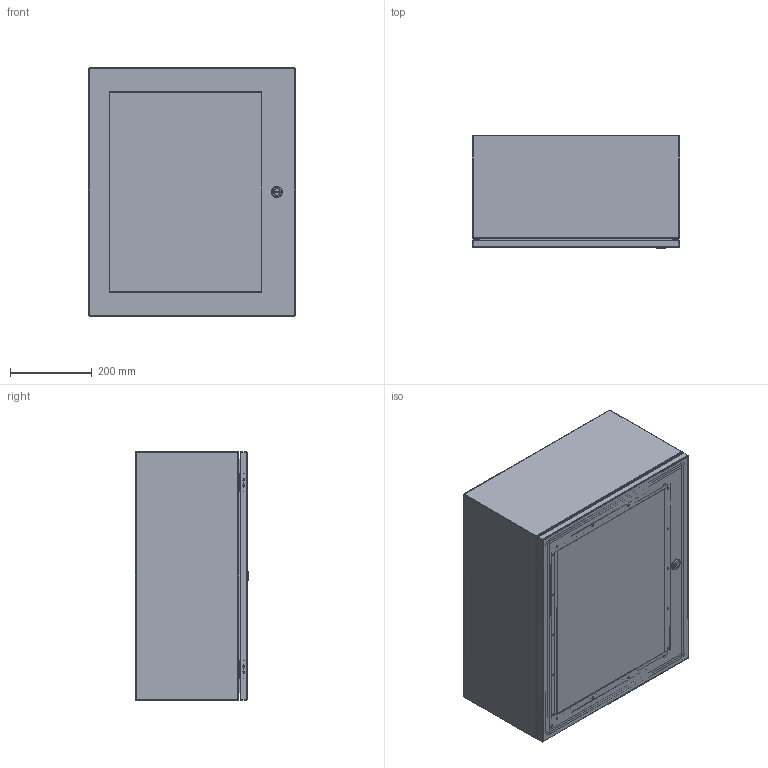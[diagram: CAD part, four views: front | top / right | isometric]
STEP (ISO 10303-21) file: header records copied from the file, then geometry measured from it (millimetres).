
FILE_DESCRIPTION (( 'STEP AP203' ), '1' );
FILE_NAME ('EN4SD242010WSS_Default.step', '2019-11-14T20:53:30', ( '' ), ( '' ), 'SwSTEP 2.0', 'SolidWorks 2019', '' );
FILE_SCHEMA (( 'CONFIG_CONTROL_DESIGN' ));
Length unit declared in the file: inch
Products named in the file (1): EN4SD242010WSS_Default
Bounding box: 508 x 278.94 x 609.6 mm (x, y, z)
Volume: 3095862.8 mm3; surface area: 2904208.3 mm2
Topology: 67 solids, 68 shells, 1355 faces, 2898 edges, 1718 vertices
Faces by surface type: plane 680, cylinder 407, cone 148, bspline 96, torus 24
Entity records: 40113 total; most frequent: CARTESIAN_POINT 11206, DIRECTION 6084, ORIENTED_EDGE 5772, EDGE_CURVE 2886, AXIS2_PLACEMENT_3D 2334, VERTEX_POINT 1718, EDGE_LOOP 1504, LINE 1416
